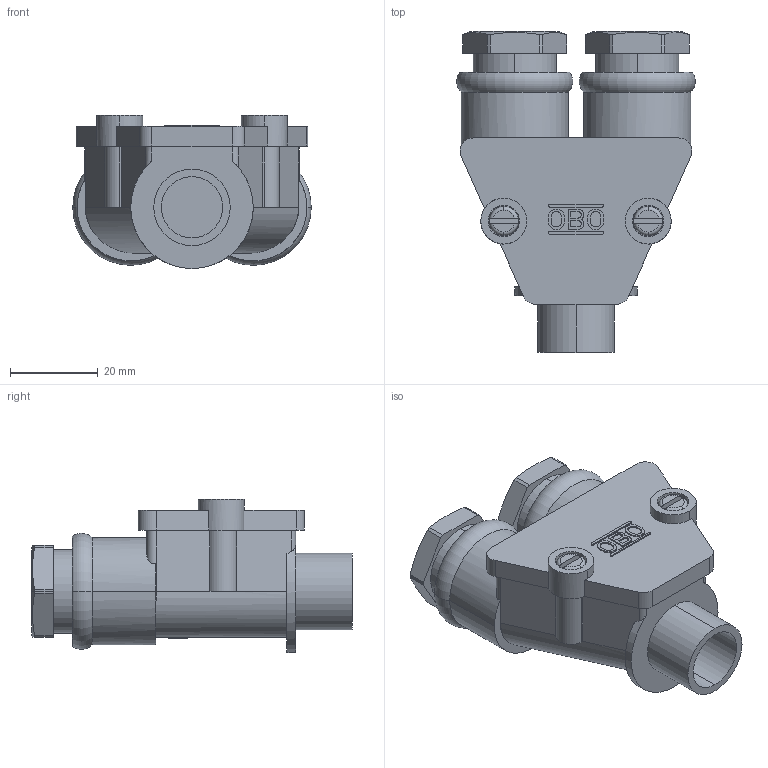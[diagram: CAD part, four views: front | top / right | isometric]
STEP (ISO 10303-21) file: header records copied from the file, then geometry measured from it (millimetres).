
FILE_DESCRIPTION((''),'2;1');
FILE_NAME('2024063_ASM','2012-08-14T',('AndreasKeweloh'),(''),'PRO/ENGINEER BY PARAMETRIC TECHNOLOGY CORPORATION, 2012130','PRO/ENGINEER BY PARAMETRIC TECHNOLOGY CORPORATION, 2012130','');
FILE_SCHEMA(('CONFIG_CONTROL_DESIGN'));
Length unit declared in the file: millimetre
Products named in the file (5): 2024063GEH_S; 2024063DECKEL; 2024063DRUCKSCHRAUBE; 2024063BLECHSCHRAUBE; 2024063_ASM
Assembly tree (6 placements, depth 2):
  2024063_ASM
    2024063GEH_S
    2024063DECKEL
    2024063DRUCKSCHRAUBE  x2
    2024063BLECHSCHRAUBE  x2
Bounding box: 54.5 x 73.35 x 35 mm (x, y, z)
Volume: 29900.9 mm3; surface area: 23926.6 mm2
Topology: 6 solids, 6 shells, 382 faces, 1010 edges, 666 vertices
Faces by surface type: plane 228, cylinder 120, cone 20, torus 12, bspline 2
Entity records: 11046 total; most frequent: CARTESIAN_POINT 2266, ORIENTED_EDGE 1808, DIRECTION 1806, EDGE_CURVE 904, VECTOR 624, LINE 624, VERTEX_POINT 598, AXIS2_PLACEMENT_3D 591
